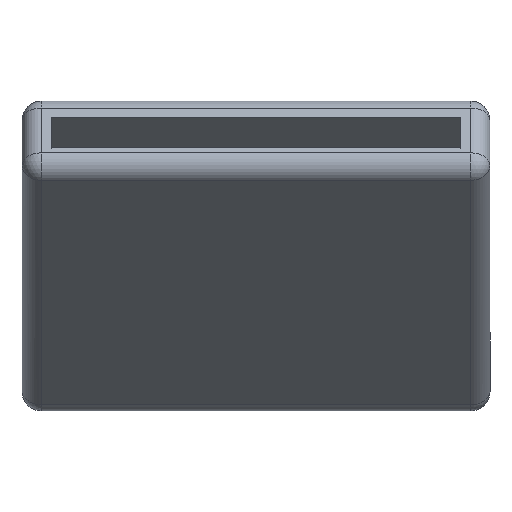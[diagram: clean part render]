
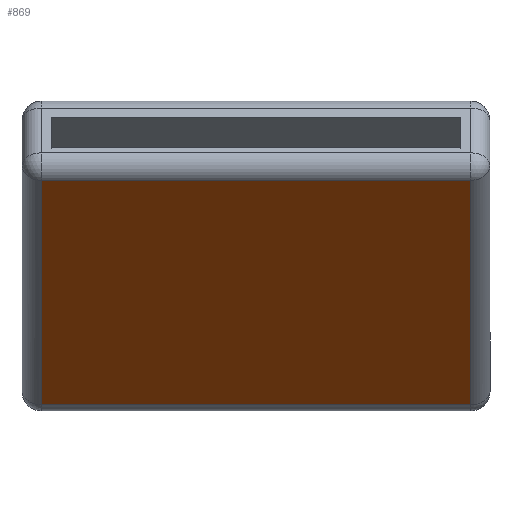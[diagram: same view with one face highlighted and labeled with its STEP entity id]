
A CAD part, front view. The second image highlights one B-rep face of the part: STEP entity #869.
In plain terms, the highlighted planar face has unit normal (0, -0.643, -0.766).
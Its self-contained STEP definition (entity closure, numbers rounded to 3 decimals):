
#92=FACE_OUTER_BOUND('',#148,.T.);
#148=EDGE_LOOP('',(#727,#728,#729,#730));
#216=LINE('',#1494,#293);
#225=LINE('',#1517,#302);
#226=LINE('',#1521,#303);
#227=LINE('',#1522,#304);
#293=VECTOR('',#1168,10.);
#302=VECTOR('',#1191,10.);
#303=VECTOR('',#1196,10.);
#304=VECTOR('',#1197,10.);
#409=VERTEX_POINT('',#1433);
#412=VERTEX_POINT('',#1469);
#420=VERTEX_POINT('',#1516);
#421=VERTEX_POINT('',#1520);
#514=EDGE_CURVE('',#409,#412,#216,.T.);
#525=EDGE_CURVE('',#409,#420,#225,.T.);
#527=EDGE_CURVE('',#421,#412,#226,.T.);
#528=EDGE_CURVE('',#420,#421,#227,.T.);
#727=ORIENTED_EDGE('',*,*,#514,.T.);
#728=ORIENTED_EDGE('',*,*,#527,.F.);
#729=ORIENTED_EDGE('',*,*,#528,.F.);
#730=ORIENTED_EDGE('',*,*,#525,.F.);
#826=PLANE('',#970);
#869=ADVANCED_FACE('',(#92),#826,.T.);
#970=AXIS2_PLACEMENT_3D('',#1519,#1194,#1195);
#1168=DIRECTION('',(1.,0.,0.));
#1191=DIRECTION('',(0.,-0.766,0.643));
#1194=DIRECTION('center_axis',(0.,-0.643,-0.766));
#1195=DIRECTION('ref_axis',(-1.,0.,0.));
#1196=DIRECTION('',(0.,0.766,-0.643));
#1197=DIRECTION('',(1.,0.,0.));
#1433=CARTESIAN_POINT('',(-11.,31.271,-29.985));
#1469=CARTESIAN_POINT('',(11.,31.271,-29.985));
#1494=CARTESIAN_POINT('',(6.,31.271,-29.985));
#1516=CARTESIAN_POINT('',(-11.,17.552,-18.473));
#1517=CARTESIAN_POINT('',(-11.,20.616,-21.044));
#1519=CARTESIAN_POINT('Origin',(0.,24.447,-24.258));
#1520=CARTESIAN_POINT('',(11.,17.552,-18.473));
#1521=CARTESIAN_POINT('',(11.,28.277,-27.472));
#1522=CARTESIAN_POINT('',(6.,17.552,-18.473));
